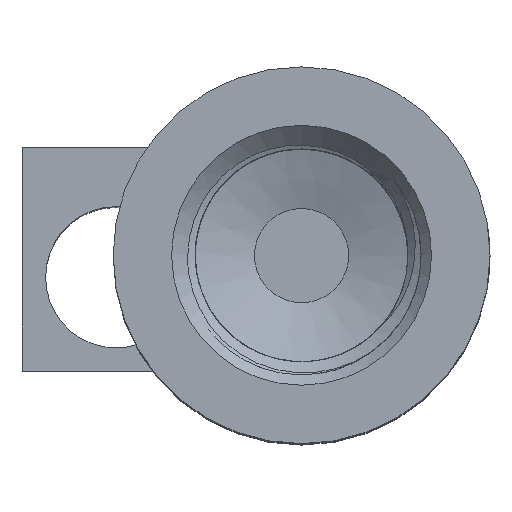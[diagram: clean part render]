
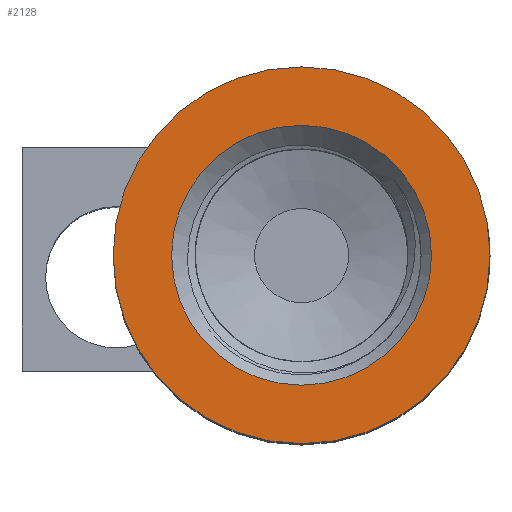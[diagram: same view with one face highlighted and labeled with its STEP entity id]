
A CAD part, top view. The second image highlights one B-rep face of the part: STEP entity #2128.
In plain terms, the highlighted planar face has unit normal (0, 0, 1).
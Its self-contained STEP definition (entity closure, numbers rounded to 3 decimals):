
#50=FACE_BOUND('',#344,.T.);
#81=PLANE('',#2308);
#195=FACE_OUTER_BOUND('',#343,.T.);
#343=EDGE_LOOP('',(#1716));
#344=EDGE_LOOP('',(#1717));
#445=CIRCLE('',#2305,5.518);
#447=CIRCLE('',#2309,8.);
#961=VERTEX_POINT('',#5558);
#964=VERTEX_POINT('',#6400);
#1233=EDGE_CURVE('',#961,#961,#445,.T.);
#1243=EDGE_CURVE('',#964,#964,#447,.T.);
#1716=ORIENTED_EDGE('',*,*,#1243,.T.);
#1717=ORIENTED_EDGE('',*,*,#1233,.F.);
#2128=ADVANCED_FACE('',(#195,#50),#81,.T.);
#2305=AXIS2_PLACEMENT_3D('',#5559,#2682,#2683);
#2308=AXIS2_PLACEMENT_3D('',#6399,#2689,#2690);
#2309=AXIS2_PLACEMENT_3D('',#6401,#2691,#2692);
#2682=DIRECTION('center_axis',(0.,0.,
1.));
#2683=DIRECTION('ref_axis',(1.,0.,0.));
#2689=DIRECTION('center_axis',(0.,0.,
1.));
#2690=DIRECTION('ref_axis',(-1.,0.,0.));
#2691=DIRECTION('center_axis',(0.,0.,
1.));
#2692=DIRECTION('ref_axis',(-1.,0.,0.));
#5558=CARTESIAN_POINT('',(-5.518,0.,35.1));
#5559=CARTESIAN_POINT('Origin',(0.,0.,
35.1));
#6399=CARTESIAN_POINT('Origin',(0.,0.,
35.1));
#6400=CARTESIAN_POINT('',(8.,0.,35.1));
#6401=CARTESIAN_POINT('Origin',(0.,0.,
35.1));
